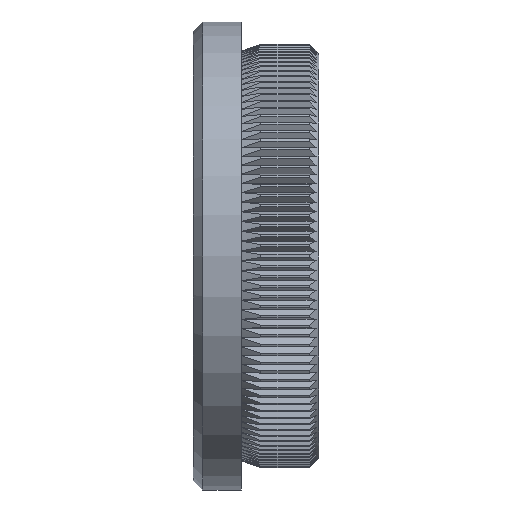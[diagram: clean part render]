
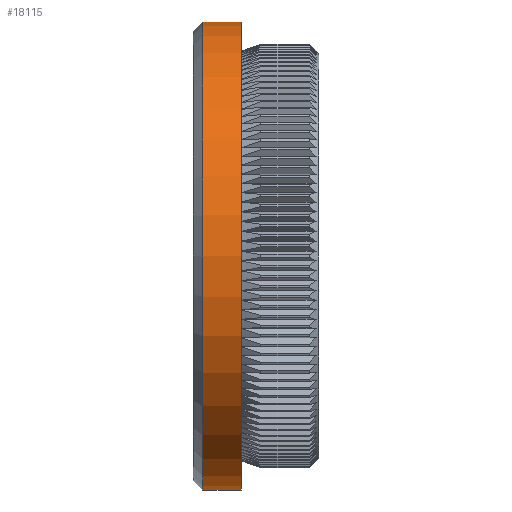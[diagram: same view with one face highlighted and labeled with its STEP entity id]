
A CAD part, left-side view. The second image highlights one B-rep face of the part: STEP entity #18115.
In plain terms, the highlighted cylindrical face has radius 24.15 mm (diameter 48.3 mm), a partial arc.
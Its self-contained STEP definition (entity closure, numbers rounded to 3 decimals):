
#235 = CARTESIAN_POINT ( 'NONE',  ( 0., 8., 24.15 ) ) ;
#514 = ORIENTED_EDGE ( 'NONE', *, *, #10400, .T. ) ;
#3108 = AXIS2_PLACEMENT_3D ( 'NONE', #15036, #24192, #17127 ) ;
#3121 = VERTEX_POINT ( 'NONE', #25866 ) ;
#3212 = CARTESIAN_POINT ( 'NONE',  ( 0., 0., -24.15 ) ) ;
#4771 = VECTOR ( 'NONE', #27254, 1000. ) ;
#6347 = EDGE_LOOP ( 'NONE', ( #24482, #8820, #514, #26618 ) ) ;
#6600 = LINE ( 'NONE', #3212, #4771 ) ;
#8206 = CYLINDRICAL_SURFACE ( 'NONE', #28110, 24.15 ) ;
#8820 = ORIENTED_EDGE ( 'NONE', *, *, #15707, .T. ) ;
#9744 = CARTESIAN_POINT ( 'NONE',  ( 0., 8., 0. ) ) ;
#9898 = LINE ( 'NONE', #28294, #29523 ) ;
#10400 = EDGE_CURVE ( 'NONE', #28612, #29945, #6600, .T. ) ;
#13744 = DIRECTION ( 'NONE',  ( 0., -1., 0. ) ) ;
#15036 = CARTESIAN_POINT ( 'NONE',  ( 0., 12., 0. ) ) ;
#15175 = EDGE_CURVE ( 'NONE', #26863, #29945, #23478, .T. ) ;
#15707 = EDGE_CURVE ( 'NONE', #3121, #28612, #20860, .T. ) ;
#16579 = AXIS2_PLACEMENT_3D ( 'NONE', #9744, #19351, #24435 ) ;
#16993 = DIRECTION ( 'NONE',  ( 0., -1., 0. ) ) ;
#17127 = DIRECTION ( 'NONE',  ( 0., 0., 1. ) ) ;
#17265 = CARTESIAN_POINT ( 'NONE',  ( 0., 8., -24.15 ) ) ;
#18115 = ADVANCED_FACE ( 'NONE', ( #24842 ), #8206, .T. ) ;
#18409 = DIRECTION ( 'NONE',  ( 0., 0., -1. ) ) ;
#19351 = DIRECTION ( 'NONE',  ( 0., -1., 0. ) ) ;
#20860 = CIRCLE ( 'NONE', #3108, 24.15 ) ;
#22815 = EDGE_CURVE ( 'NONE', #3121, #26863, #9898, .T. ) ;
#23478 = CIRCLE ( 'NONE', #16579, 24.15 ) ;
#24192 = DIRECTION ( 'NONE',  ( 0., -1., 0. ) ) ;
#24435 = DIRECTION ( 'NONE',  ( 0., 0., -1. ) ) ;
#24482 = ORIENTED_EDGE ( 'NONE', *, *, #22815, .F. ) ;
#24842 = FACE_OUTER_BOUND ( 'NONE', #6347, .T. ) ;
#25560 = CARTESIAN_POINT ( 'NONE',  ( 0., 12., -24.15 ) ) ;
#25866 = CARTESIAN_POINT ( 'NONE',  ( 0., 12., 24.15 ) ) ;
#26618 = ORIENTED_EDGE ( 'NONE', *, *, #15175, .F. ) ;
#26863 = VERTEX_POINT ( 'NONE', #235 ) ;
#27254 = DIRECTION ( 'NONE',  ( 0., -1., 0. ) ) ;
#27823 = CARTESIAN_POINT ( 'NONE',  ( 0., 0., 0. ) ) ;
#28110 = AXIS2_PLACEMENT_3D ( 'NONE', #27823, #13744, #18409 ) ;
#28294 = CARTESIAN_POINT ( 'NONE',  ( 0., 0., 24.15 ) ) ;
#28612 = VERTEX_POINT ( 'NONE', #25560 ) ;
#29523 = VECTOR ( 'NONE', #16993, 1000. ) ;
#29945 = VERTEX_POINT ( 'NONE', #17265 ) ;
